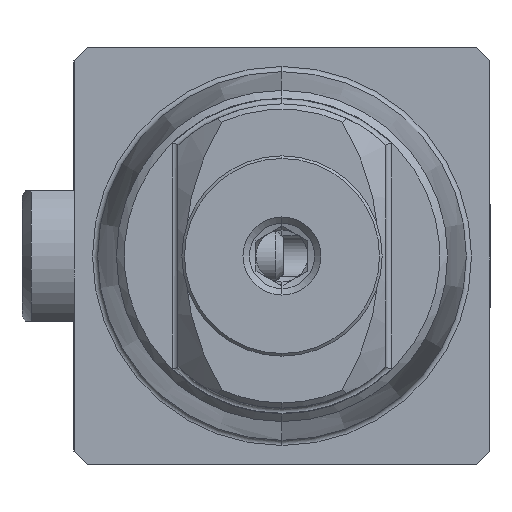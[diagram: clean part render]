
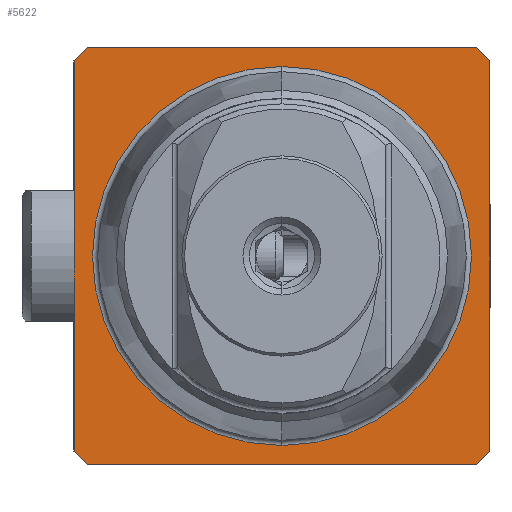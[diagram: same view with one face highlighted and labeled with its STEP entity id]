
A CAD part, left-side view. The second image highlights one B-rep face of the part: STEP entity #5622.
In plain terms, the highlighted planar face has unit normal (-1, 0, 0).
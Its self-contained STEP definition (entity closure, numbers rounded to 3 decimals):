
#146 = DIRECTION ( 'NONE',  ( 0., 0.707, 0.707 ) ) ;
#148 = VECTOR ( 'NONE', #5511, 1000. ) ;
#155 = CIRCLE ( 'NONE', #4348, 7.287 ) ;
#268 = ORIENTED_EDGE ( 'NONE', *, *, #8879, .T. ) ;
#477 = DIRECTION ( 'NONE',  ( 0., 0., -1. ) ) ;
#573 = LINE ( 'NONE', #6281, #1025 ) ;
#966 = VECTOR ( 'NONE', #146, 1000. ) ;
#1025 = VECTOR ( 'NONE', #4896, 1000. ) ;
#1061 = EDGE_CURVE ( 'NONE', #7081, #8686, #8639, .T. ) ;
#1074 = CARTESIAN_POINT ( 'NONE',  ( 0., 8., 7.5 ) ) ;
#1587 = EDGE_CURVE ( 'NONE', #8686, #5968, #3607, .T. ) ;
#1622 = CARTESIAN_POINT ( 'NONE',  ( 0., -8., -7.5 ) ) ;
#1742 = LINE ( 'NONE', #6522, #4931 ) ;
#1744 = CARTESIAN_POINT ( 'NONE',  ( 0., -7.5, -8. ) ) ;
#1783 = EDGE_CURVE ( 'NONE', #2393, #5639, #2379, .T. ) ;
#1808 = VERTEX_POINT ( 'NONE', #3687 ) ;
#1856 = VECTOR ( 'NONE', #8482, 1000. ) ;
#1933 = EDGE_CURVE ( 'NONE', #9086, #6495, #7991, .T. ) ;
#2313 = DIRECTION ( 'NONE',  ( 0., -1., 0. ) ) ;
#2361 = CARTESIAN_POINT ( 'NONE',  ( 0., 0., 0. ) ) ;
#2379 = CIRCLE ( 'NONE', #8822, 7.287 ) ;
#2393 = VERTEX_POINT ( 'NONE', #7417 ) ;
#2420 = EDGE_CURVE ( 'NONE', #1808, #9086, #1742, .T. ) ;
#2513 = VECTOR ( 'NONE', #7964, 1000. ) ;
#2707 = ORIENTED_EDGE ( 'NONE', *, *, #5505, .F. ) ;
#2712 = DIRECTION ( 'NONE',  ( 0., 0., 1. ) ) ;
#2746 = EDGE_CURVE ( 'NONE', #2932, #4230, #573, .T. ) ;
#2932 = VERTEX_POINT ( 'NONE', #6053 ) ;
#3440 = CARTESIAN_POINT ( 'NONE',  ( 0., -8., 0. ) ) ;
#3508 = LINE ( 'NONE', #4882, #1856 ) ;
#3607 = LINE ( 'NONE', #5112, #2513 ) ;
#3687 = CARTESIAN_POINT ( 'NONE',  ( 0., 7.5, -8. ) ) ;
#4046 = DIRECTION ( 'NONE',  ( 1., 0., 0. ) ) ;
#4106 = CARTESIAN_POINT ( 'NONE',  ( 0., 8., -7.5 ) ) ;
#4230 = VERTEX_POINT ( 'NONE', #1074 ) ;
#4348 = AXIS2_PLACEMENT_3D ( 'NONE', #2361, #5937, #4575 ) ;
#4388 = CARTESIAN_POINT ( 'NONE',  ( 0., 0., 0. ) ) ;
#4548 = CARTESIAN_POINT ( 'NONE',  ( 0., -8., -7.5 ) ) ;
#4575 = DIRECTION ( 'NONE',  ( 0., 0., 1. ) ) ;
#4654 = CARTESIAN_POINT ( 'NONE',  ( 0., 7.5, 8. ) ) ;
#4685 = ORIENTED_EDGE ( 'NONE', *, *, #1783, .F. ) ;
#4882 = CARTESIAN_POINT ( 'NONE',  ( 0., 8., 7.5 ) ) ;
#4894 = EDGE_LOOP ( 'NONE', ( #268, #8860, #5492, #6502, #6335, #5594, #8534, #9273 ) ) ;
#4896 = DIRECTION ( 'NONE',  ( 0., 0., 1. ) ) ;
#4922 = VECTOR ( 'NONE', #5237, 1000. ) ;
#4931 = VECTOR ( 'NONE', #2313, 1000. ) ;
#5087 = DIRECTION ( 'NONE',  ( -1., 0., 0. ) ) ;
#5112 = CARTESIAN_POINT ( 'NONE',  ( 0., 7.287, 8. ) ) ;
#5227 = EDGE_CURVE ( 'NONE', #2932, #1808, #6163, .T. ) ;
#5237 = DIRECTION ( 'NONE',  ( 0., -0.707, 0.707 ) ) ;
#5367 = CARTESIAN_POINT ( 'NONE',  ( 0., 0., 7.287 ) ) ;
#5492 = ORIENTED_EDGE ( 'NONE', *, *, #1587, .T. ) ;
#5505 = EDGE_CURVE ( 'NONE', #5639, #2393, #155, .T. ) ;
#5511 = DIRECTION ( 'NONE',  ( 0., -0.707, -0.707 ) ) ;
#5594 = ORIENTED_EDGE ( 'NONE', *, *, #5227, .T. ) ;
#5622 = ADVANCED_FACE ( 'NONE', ( #7564, #8258 ), #6761, .F. ) ;
#5639 = VERTEX_POINT ( 'NONE', #5367 ) ;
#5875 = CARTESIAN_POINT ( 'NONE',  ( 0., -7.5, 8. ) ) ;
#5937 = DIRECTION ( 'NONE',  ( -1., 0., 0. ) ) ;
#5968 = VERTEX_POINT ( 'NONE', #4654 ) ;
#6053 = CARTESIAN_POINT ( 'NONE',  ( 0., 8., -7.5 ) ) ;
#6163 = LINE ( 'NONE', #4106, #148 ) ;
#6281 = CARTESIAN_POINT ( 'NONE',  ( 0., 8., 0. ) ) ;
#6330 = AXIS2_PLACEMENT_3D ( 'NONE', #6949, #4046, #477 ) ;
#6335 = ORIENTED_EDGE ( 'NONE', *, *, #2746, .F. ) ;
#6495 = VERTEX_POINT ( 'NONE', #4548 ) ;
#6502 = ORIENTED_EDGE ( 'NONE', *, *, #7905, .T. ) ;
#6522 = CARTESIAN_POINT ( 'NONE',  ( 0., 7.287, -8. ) ) ;
#6761 = PLANE ( 'NONE',  #6330 ) ;
#6949 = CARTESIAN_POINT ( 'NONE',  ( 0., 7.287, 0. ) ) ;
#6954 = VECTOR ( 'NONE', #9262, 1000. ) ;
#7081 = VERTEX_POINT ( 'NONE', #8638 ) ;
#7417 = CARTESIAN_POINT ( 'NONE',  ( 0., 0., -7.287 ) ) ;
#7521 = CARTESIAN_POINT ( 'NONE',  ( 0., -7.5, 8. ) ) ;
#7564 = FACE_BOUND ( 'NONE', #8873, .T. ) ;
#7905 = EDGE_CURVE ( 'NONE', #5968, #4230, #3508, .T. ) ;
#7964 = DIRECTION ( 'NONE',  ( 0., 1., 0. ) ) ;
#7991 = LINE ( 'NONE', #1622, #4922 ) ;
#8258 = FACE_OUTER_BOUND ( 'NONE', #4894, .T. ) ;
#8482 = DIRECTION ( 'NONE',  ( 0., 0.707, -0.707 ) ) ;
#8534 = ORIENTED_EDGE ( 'NONE', *, *, #2420, .T. ) ;
#8638 = CARTESIAN_POINT ( 'NONE',  ( 0., -8., 7.5 ) ) ;
#8639 = LINE ( 'NONE', #5875, #966 ) ;
#8646 = LINE ( 'NONE', #3440, #6954 ) ;
#8686 = VERTEX_POINT ( 'NONE', #7521 ) ;
#8822 = AXIS2_PLACEMENT_3D ( 'NONE', #4388, #5087, #2712 ) ;
#8860 = ORIENTED_EDGE ( 'NONE', *, *, #1061, .T. ) ;
#8873 = EDGE_LOOP ( 'NONE', ( #2707, #4685 ) ) ;
#8879 = EDGE_CURVE ( 'NONE', #6495, #7081, #8646, .T. ) ;
#9086 = VERTEX_POINT ( 'NONE', #1744 ) ;
#9262 = DIRECTION ( 'NONE',  ( 0., 0., 1. ) ) ;
#9273 = ORIENTED_EDGE ( 'NONE', *, *, #1933, .T. ) ;
